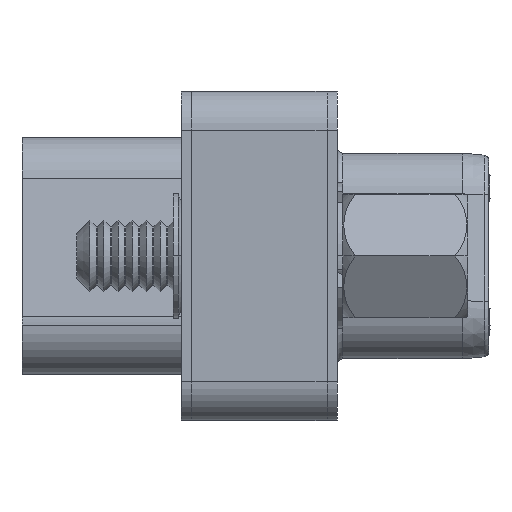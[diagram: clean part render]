
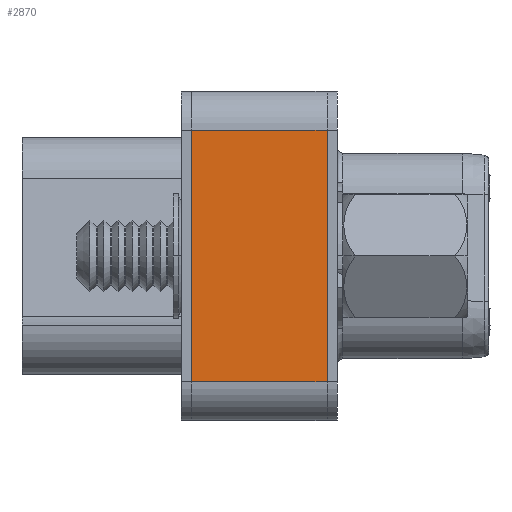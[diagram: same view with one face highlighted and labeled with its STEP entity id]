
A CAD part, left-side view. The second image highlights one B-rep face of the part: STEP entity #2870.
In plain terms, the highlighted planar face has unit normal (-1, 0, 0).
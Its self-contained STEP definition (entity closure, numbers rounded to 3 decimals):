
#1765 = LINE ( 'NONE', #24420, #23461 ) ;
#2406 = AXIS2_PLACEMENT_3D ( 'NONE', #25499, #23420, #23293 ) ;
#2870 = ADVANCED_FACE ( 'NONE', ( #28917 ), #24196, .F. ) ;
#4009 = LINE ( 'NONE', #5091, #17782 ) ;
#5091 = CARTESIAN_POINT ( 'NONE',  ( -26.675, 2.6, 4.825 ) ) ;
#5095 = EDGE_CURVE ( 'NONE', #19754, #22625, #14425, .T. ) ;
#5339 = CARTESIAN_POINT ( 'NONE',  ( -26.675, -2.6, 4.825 ) ) ;
#5661 = VECTOR ( 'NONE', #31959, 1000. ) ;
#7895 = CARTESIAN_POINT ( 'NONE',  ( -26.675, 2.6, 4.825 ) ) ;
#7917 = EDGE_CURVE ( 'NONE', #22625, #9036, #21684, .T. ) ;
#8343 = EDGE_CURVE ( 'NONE', #15235, #9036, #1765, .T. ) ;
#8777 = CARTESIAN_POINT ( 'NONE',  ( -26.675, 2.6, -4.825 ) ) ;
#9036 = VERTEX_POINT ( 'NONE', #5339 ) ;
#11042 = VECTOR ( 'NONE', #25945, 1000. ) ;
#11104 = ORIENTED_EDGE ( 'NONE', *, *, #25693, .F. ) ;
#14425 = LINE ( 'NONE', #32085, #5661 ) ;
#15235 = VERTEX_POINT ( 'NONE', #7895 ) ;
#17292 = CARTESIAN_POINT ( 'NONE',  ( -26.675, -2.6, -4.825 ) ) ;
#17782 = VECTOR ( 'NONE', #31413, 1000. ) ;
#19558 = ORIENTED_EDGE ( 'NONE', *, *, #7917, .T. ) ;
#19754 = VERTEX_POINT ( 'NONE', #8777 ) ;
#21684 = LINE ( 'NONE', #26316, #11042 ) ;
#22625 = VERTEX_POINT ( 'NONE', #17292 ) ;
#23293 = DIRECTION ( 'NONE',  ( 0., 0., -1. ) ) ;
#23420 = DIRECTION ( 'NONE',  ( 1., 0., 0. ) ) ;
#23461 = VECTOR ( 'NONE', #25046, 1000. ) ;
#24196 = PLANE ( 'NONE',  #2406 ) ;
#24420 = CARTESIAN_POINT ( 'NONE',  ( -26.675, 2.6, 4.825 ) ) ;
#25046 = DIRECTION ( 'NONE',  ( 0., -1., 0. ) ) ;
#25499 = CARTESIAN_POINT ( 'NONE',  ( -26.675, 2.6, 4.825 ) ) ;
#25693 = EDGE_CURVE ( 'NONE', #19754, #15235, #4009, .T. ) ;
#25714 = ORIENTED_EDGE ( 'NONE', *, *, #8343, .F. ) ;
#25945 = DIRECTION ( 'NONE',  ( 0., 0., 1. ) ) ;
#26316 = CARTESIAN_POINT ( 'NONE',  ( -26.675, -2.6, 4.825 ) ) ;
#26786 = EDGE_LOOP ( 'NONE', ( #19558, #25714, #11104, #32548 ) ) ;
#28917 = FACE_OUTER_BOUND ( 'NONE', #26786, .T. ) ;
#31413 = DIRECTION ( 'NONE',  ( 0., 0., 1. ) ) ;
#31959 = DIRECTION ( 'NONE',  ( 0., -1., 0. ) ) ;
#32085 = CARTESIAN_POINT ( 'NONE',  ( -26.675, 2.6, -4.825 ) ) ;
#32548 = ORIENTED_EDGE ( 'NONE', *, *, #5095, .T. ) ;
